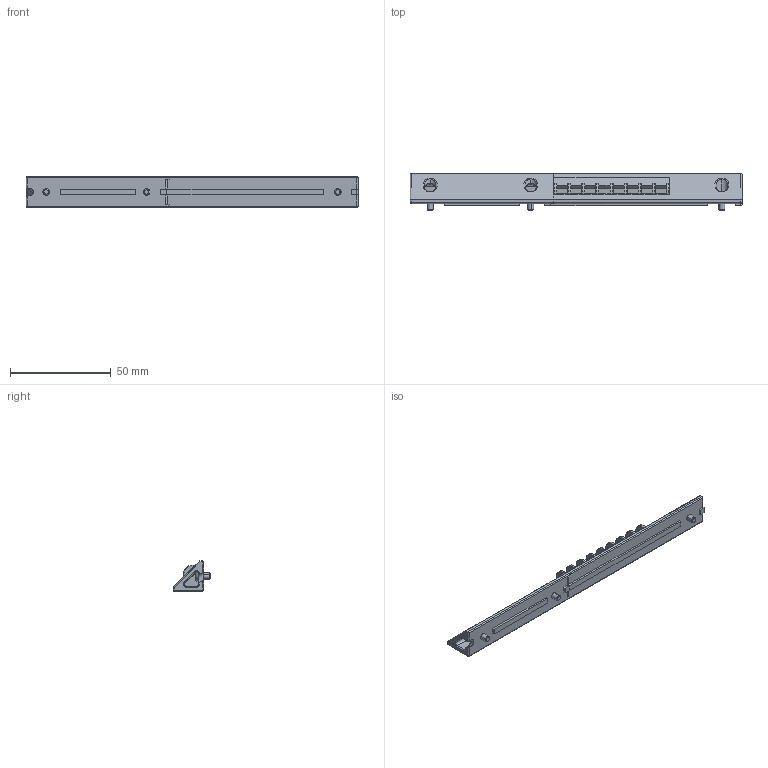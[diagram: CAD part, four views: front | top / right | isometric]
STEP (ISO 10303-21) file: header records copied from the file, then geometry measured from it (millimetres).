
FILE_DESCRIPTION (( 'STEP AP214' ), '1' );
FILE_NAME ('V0_NeoPixel Sticks_0.2.STEP', '2022-10-17T16:20:26', ( '' ), ( '' ), 'SwSTEP 2.0', 'SolidWorks 2021', '' );
FILE_SCHEMA (( 'AUTOMOTIVE_DESIGN' ));
Length unit declared in the file: millimetre
Products named in the file (5): V0_NeoPixel Sticks_0.2_C; M3x6_BHCS; V0_NeoPixel Sticks_0.2_A; V0_NeoPixel Sticks_0.2; V0_NeoPixel Sticks_0.2_B
Assembly tree (6 placements, depth 2):
  V0_NeoPixel Sticks_0.2
    M3x6_BHCS  x3
    V0_NeoPixel Sticks_0.2_A
    V0_NeoPixel Sticks_0.2_B
    V0_NeoPixel Sticks_0.2_C
Bounding box: 165 x 18.5 x 15 mm (x, y, z)
Volume: 16855.1 mm3; surface area: 14583.3 mm2
Topology: 6 solids, 6 shells, 395 faces, 1002 edges, 606 vertices
Faces by surface type: cylinder 155, plane 147, torus 34, cone 30, bspline 16, sphere 13
Entity records: 15150 total; most frequent: CARTESIAN_POINT 3283, ORIENTED_EDGE 1778, DIRECTION 1660, EDGE_CURVE 889, AXIS2_PLACEMENT_3D 587, VERTEX_POINT 546, LINE 486, VECTOR 486
